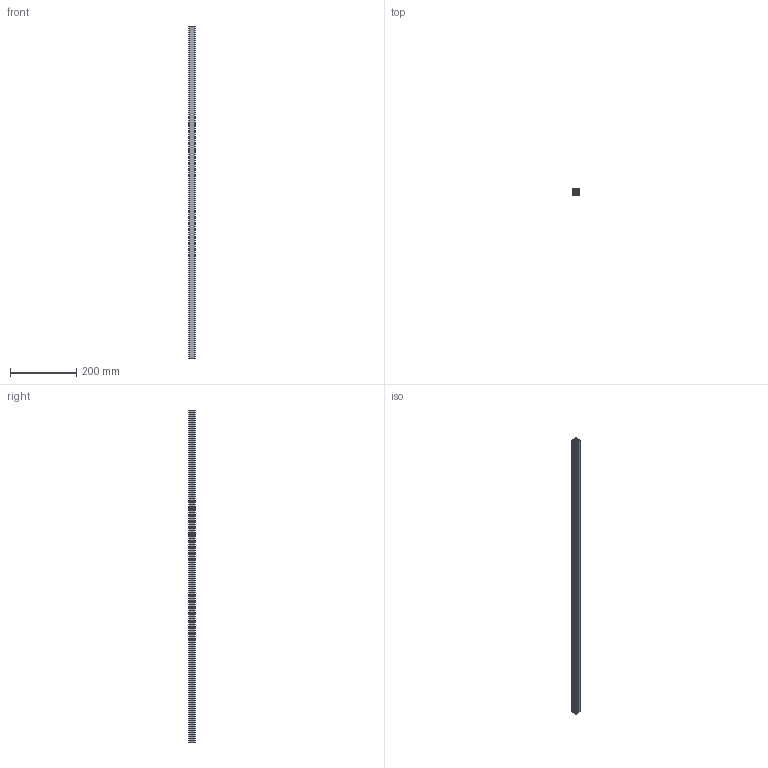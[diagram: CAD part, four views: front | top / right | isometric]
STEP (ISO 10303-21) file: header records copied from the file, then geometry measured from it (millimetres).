
FILE_DESCRIPTION(/* description */ (''),/* implementation_level */ '2;1');
FILE_NAME(/* name */ '10140_KriTec_Profil_5_20x20_1N.stp',/* time_stamp */ '2014-09-02T10:56:50+02:00',/* author */ ('kostic'),/* organization */ (''),/* preprocessor_version */ 'ST-DEVELOPER v15.2',/* originating_system */ 'Autodesk Inventor 2014',/* authorisation */ '');
FILE_SCHEMA (('AUTOMOTIVE_DESIGN { 1 0 10303 214 3 1 1 }'));
Length unit declared in the file: millimetre
Products named in the file (1): 10140_KriTec_Profil_5_20x20_1N
Bounding box: 20 x 20 x 1000 mm (x, y, z)
Volume: 187665.2 mm3; surface area: 178519.4 mm2
Topology: 1 solids, 1 shells, 75 faces, 219 edges, 146 vertices
Faces by surface type: plane 38, cylinder 37
Full cylindrical faces by diameter (mm): 4.3 x1
Entity records: 2531 total; most frequent: DIRECTION 444, CARTESIAN_POINT 440, ORIENTED_EDGE 436, EDGE_CURVE 218, AXIS2_PLACEMENT_3D 150, VERTEX_POINT 146, LINE 144, VECTOR 144
